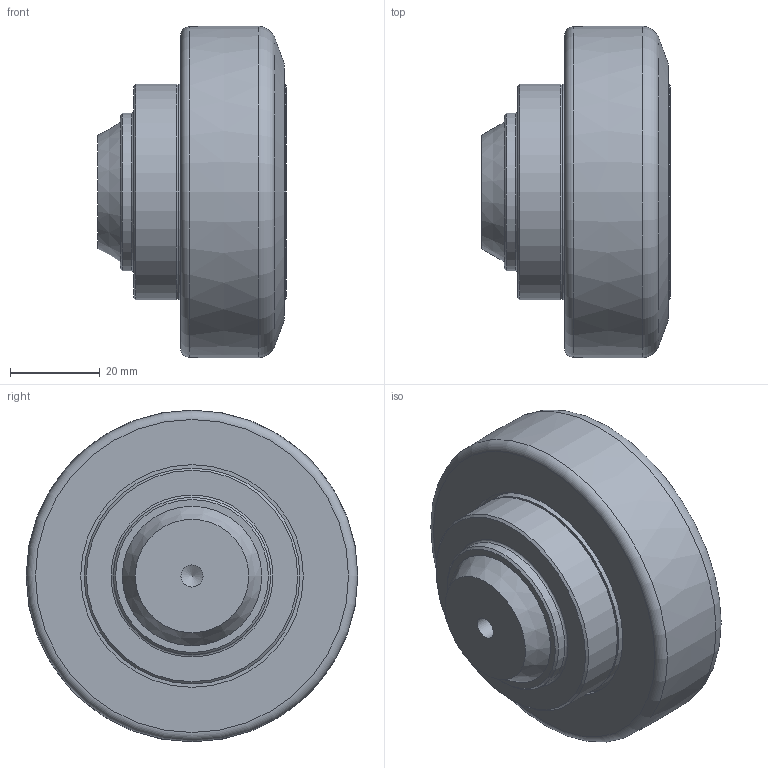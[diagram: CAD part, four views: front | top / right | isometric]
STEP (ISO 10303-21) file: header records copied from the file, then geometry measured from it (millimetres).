
FILE_DESCRIPTION(/* description */ ('-','CAx-IF Rec.Pracs.---Representation and Presentation of Product Manufacturing Information (PMI)---4.0---2014-10-13'),/* implementation_level */ '2;1');
FILE_NAME(/* name */ 'eac30bbd-d261-4a64-ae8c-acc44bbbdf45.stp',/* time_stamp */ '2020-06-24T16:32:08+02:00',/* author */ ('-'),/* organization */ ('NTI CADcenter A/S'),/* preprocessor_version */ 'ST-DEVELOPER v18',/* originating_system */ 'Autodesk Inventor 2020',/* authorisation */ '-');
FILE_SCHEMA (('AP242_MANAGED_MODEL_BASED_3D_ENGINEERING_MIM_LF { 1 0 10303 442 1 1 4 }'));
Length unit declared in the file: millimetre
Products named in the file (1): PT070.0460_Kontur
Bounding box: 42 x 73.79 x 73.8 mm (x, y, z)
Volume: 105765.3 mm3; surface area: 27069.4 mm2
Topology: 2 solids, 2 shells, 87 faces, 234 edges, 167 vertices
Faces by surface type: plane 41, cylinder 27, cone 11, torus 7, bspline 1
Full cylindrical faces by diameter (mm): 3 x3, 4.917 x1, 8 x3, 8.3 x3, 35 x1, 42 x1, 48 x4, 49.5 x2, 52 x2, 53 x2, 54.4 x2, 57.9 x1
Entity records: 3205 total; most frequent: CARTESIAN_POINT 722, DIRECTION 519, ORIENTED_EDGE 466, EDGE_CURVE 233, AXIS2_PLACEMENT_3D 213, VERTEX_POINT 167, CIRCLE 126, EDGE_LOOP 112
